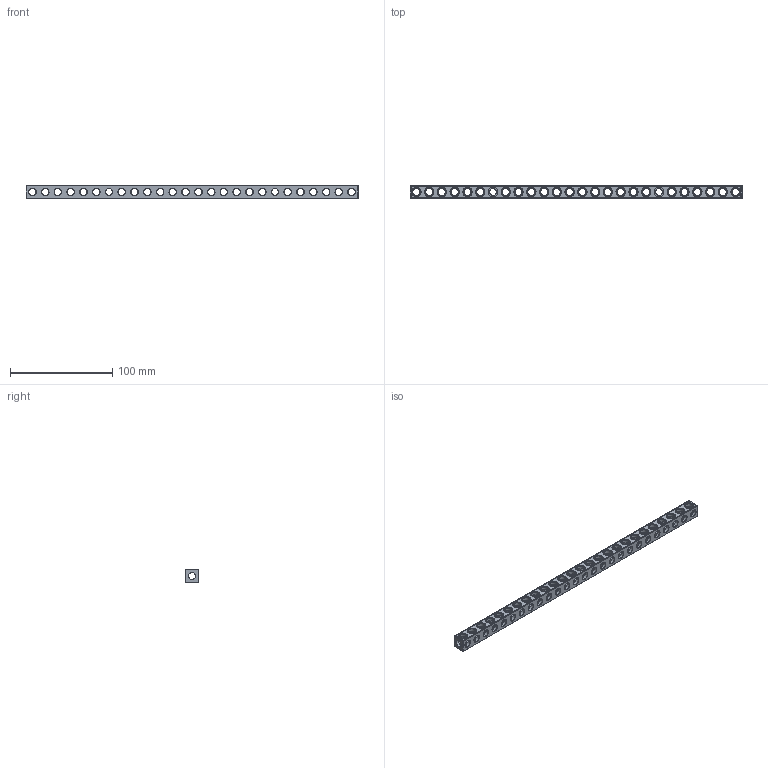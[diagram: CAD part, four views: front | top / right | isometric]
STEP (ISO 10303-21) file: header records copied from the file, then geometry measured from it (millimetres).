
FILE_DESCRIPTION(('FreeCAD Model'),'2;1');
FILE_NAME('Open CASCADE Shape Model','2021-05-23T22:09:23',( 'Paulo Kiefe'),('STEMFIE.org'),'Open CASCADE STEP processor 7.4', 'FreeCAD','Unknown');
FILE_SCHEMA(('AUTOMOTIVE_DESIGN { 1 0 10303 214 1 1 1 1 }'));
Products named in the file (1): Beam_STR_ESS_BU26x01x01_-_SPN-BEM-0063_(stemfie.org)
Bounding box: 325 x 12.5 x 12.5 mm (x, y, z)
Volume: 25380.8 mm3; surface area: 22755.5 mm2
Topology: 1 solids, 1 shells, 756 faces, 2392 edges, 1594 vertices
Faces by surface type: plane 357, cylinder 157, extrusion 136, cone 106
Full cylindrical faces by diameter (mm): 7 x131, 9.2 x26
Entity records: 86617 total; most frequent: CARTESIAN_POINT 41657, DIRECTION 7536, ORIENTED_EDGE 4784, PCURVE 4784, DEFINITIONAL_REPRESENTATION 4784, VECTOR 4543, LINE 4407, EDGE_CURVE 2392
